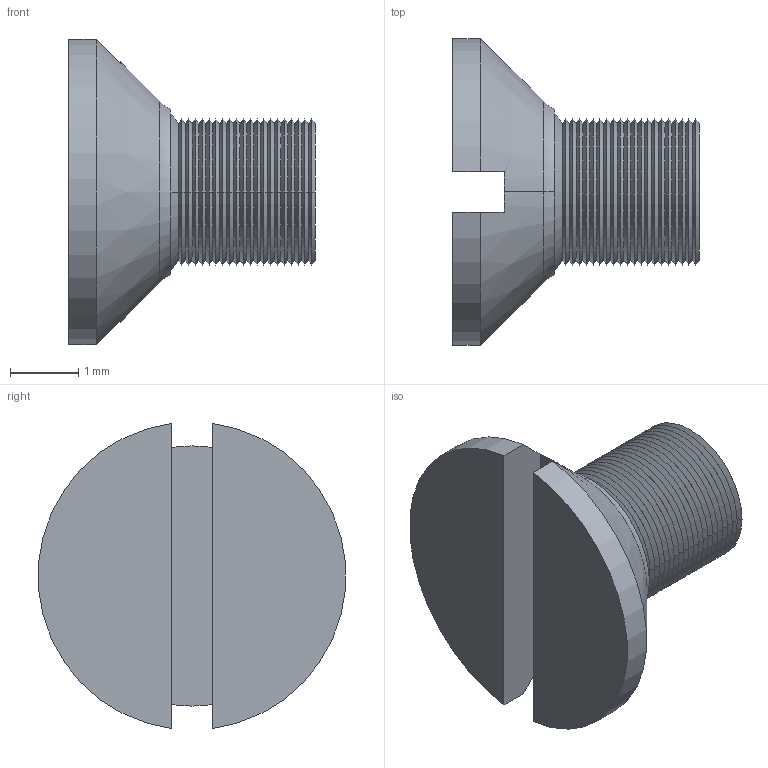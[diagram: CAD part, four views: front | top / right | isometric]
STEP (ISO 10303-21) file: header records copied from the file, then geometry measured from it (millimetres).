
FILE_DESCRIPTION (( 'STEP AP214' ), '1' );
FILE_NAME ('Screw M2.3 x 2 countersunk.STEP', '2025-07-06T08:34:34', ( '' ), ( '' ), 'SwSTEP 2.0', 'SolidWorks 2025', '' );
FILE_SCHEMA (( 'AUTOMOTIVE_DESIGN' ));
Length unit declared in the file: millimetre
Products named in the file (1): Screw M2.3 x 2 countersunk_ISO 2009 - M2.5 x 4 --- 4S
Bounding box: 3.6 x 4.48 x 4.46 mm (x, y, z)
Volume: 21.8 mm3; surface area: 70.2 mm2
Topology: 1 solids, 1 shells, 95 faces, 194 edges, 102 vertices
Faces by surface type: cone 84, plane 7, torus 2, cylinder 2
Entity records: 2468 total; most frequent: DIRECTION 480, CARTESIAN_POINT 404, ORIENTED_EDGE 388, AXIS2_PLACEMENT_3D 194, EDGE_CURVE 194, VERTEX_POINT 102, CIRCLE 98, EDGE_LOOP 96
